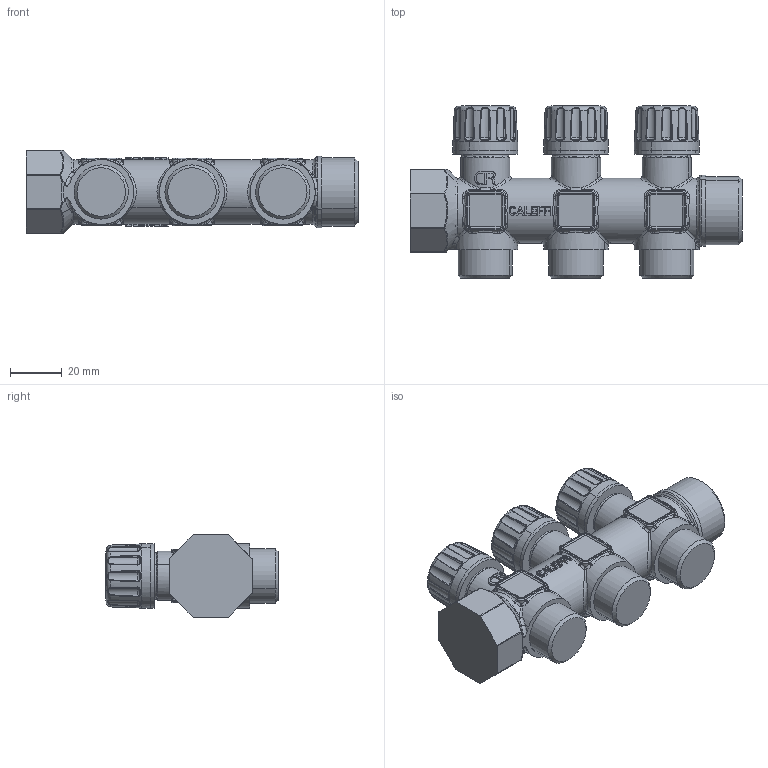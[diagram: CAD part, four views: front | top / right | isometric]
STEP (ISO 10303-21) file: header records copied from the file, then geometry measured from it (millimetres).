
FILE_DESCRIPTION(('CATIA V5 STEP Exchange','CAx-IF Rec.Pracs.--- Model Styling and Organization---1.4--- 2014-01-23','CAx-IF Rec.Pracs.---3D Tessellated Data Validation Properties---0.5---2014-09-14'),'2;1');
FILE_NAME('STEP_354253_-_TST.stp','2021-10-27T13:31:17+00:00',('none'),('none'),'CATIA Version 5-6 Release 2019 SP3','CATIA V5 STEP AP242 v1','none');
FILE_SCHEMA(('AP242_MANAGED_MODEL_BASED_3D_ENGINEERING_MIM_LF {1 0 10303 442 1 1 4}'));
Products named in the file (1): 354253- TST
Bounding box: 128 x 66.41 x 32 mm (x, y, z)
Volume: 122360 mm3; surface area: 23942.6 mm2
Topology: 1 solids, 1 shells, 1490 faces, 3568 edges, 2082 vertices
Faces by surface type: bspline 539, cylinder 281, plane 214, torus 187, cone 99, extrusion 80, sphere 54, revolution 36
Entity records: 73319 total; most frequent: CARTESIAN_POINT 45370, ORIENTED_EDGE 7064, EDGE_CURVE 3532, DIRECTION 2832, VERTEX_POINT 2082, B_SPLINE_CURVE_WITH_KNOTS 1966, EDGE_LOOP 1528, ADVANCED_FACE 1490
